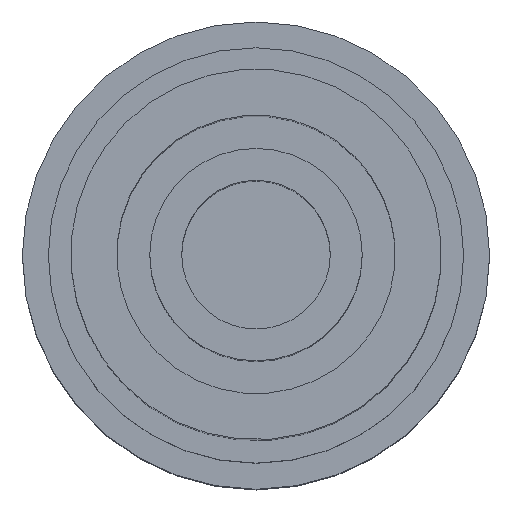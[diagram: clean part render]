
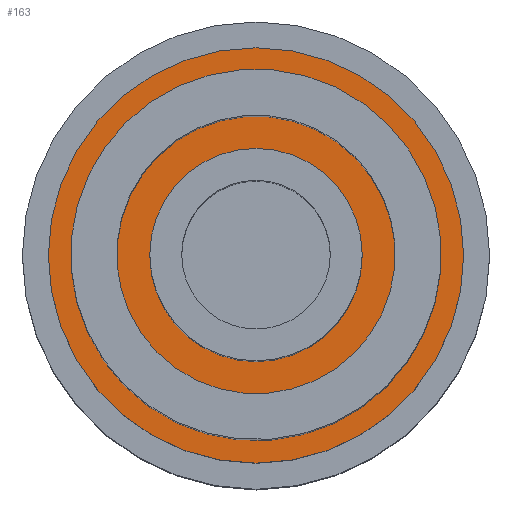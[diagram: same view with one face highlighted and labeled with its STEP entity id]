
A CAD part, top view. The second image highlights one B-rep face of the part: STEP entity #163.
In plain terms, the highlighted planar face has unit normal (0, 0, 1).
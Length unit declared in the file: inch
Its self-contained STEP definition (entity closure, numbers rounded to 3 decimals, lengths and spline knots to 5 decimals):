
#163 = ADVANCED_FACE ( 'NONE', ( #852, #851 ), #850, .F. ) ;
#164 = EDGE_LOOP ( 'NONE', ( #165, #166 ) ) ;
#165 = ORIENTED_EDGE ( 'NONE', *, *, #3169, .F. ) ;
#166 = ORIENTED_EDGE ( 'NONE', *, *, #173, .F. ) ;
#173 = EDGE_CURVE ( 'NONE', #3172, #3107, #841, .T. ) ;
#174 = EDGE_LOOP ( 'NONE', ( #175, #177 ) ) ;
#175 = ORIENTED_EDGE ( 'NONE', *, *, #176, .F. ) ;
#176 = EDGE_CURVE ( 'NONE', #3019, #3016, #913, .T. ) ;
#177 = ORIENTED_EDGE ( 'NONE', *, *, #3018, .F. ) ;
#841 = CIRCLE ( 'NONE', #917, 0.088 ) ;
#846 = DIRECTION ( 'NONE',  ( -1., 0., 0. ) ) ;
#847 = DIRECTION ( 'NONE',  ( 0., 0., -1. ) ) ;
#848 = CARTESIAN_POINT ( 'NONE',  ( 0.088, 0., 0.2 ) ) ;
#849 = AXIS2_PLACEMENT_3D ( 'NONE', #848, #847, #846 ) ;
#850 = PLANE ( 'NONE',  #849 ) ;
#851 = FACE_BOUND ( 'NONE', #174, .T. ) ;
#852 = FACE_OUTER_BOUND ( 'NONE', #164, .T. ) ;
#910 = DIRECTION ( 'NONE',  ( -1., 0., 0. ) ) ;
#911 = DIRECTION ( 'NONE',  ( 0., 0., 1. ) ) ;
#912 = AXIS2_PLACEMENT_3D ( 'NONE', #918, #911, #910 ) ;
#913 = CIRCLE ( 'NONE', #912, 0.045 ) ;
#914 = DIRECTION ( 'NONE',  ( -1., 0., 0. ) ) ;
#915 = DIRECTION ( 'NONE',  ( 0., 0., -1. ) ) ;
#916 = CARTESIAN_POINT ( 'NONE',  ( 0., 0., 0.2 ) ) ;
#917 = AXIS2_PLACEMENT_3D ( 'NONE', #916, #915, #914 ) ;
#918 = CARTESIAN_POINT ( 'NONE',  ( 0., 0., 0.2 ) ) ;
#1995 = CARTESIAN_POINT ( 'NONE',  ( -0.045, 0., 0.2 ) ) ;
#1996 = DIRECTION ( 'NONE',  ( -1., 0., 0. ) ) ;
#1997 = DIRECTION ( 'NONE',  ( 0., 0., 1. ) ) ;
#1998 = CARTESIAN_POINT ( 'NONE',  ( 0., 0., 0.2 ) ) ;
#1999 = AXIS2_PLACEMENT_3D ( 'NONE', #1998, #1997, #1996 ) ;
#2000 = CIRCLE ( 'NONE', #1999, 0.045 ) ;
#2001 = CARTESIAN_POINT ( 'NONE',  ( 0.045, 0., 0.2 ) ) ;
#2257 = CARTESIAN_POINT ( 'NONE',  ( -0.088, 0., 0.2 ) ) ;
#2280 = CARTESIAN_POINT ( 'NONE',  ( 0., 0., 0.2 ) ) ;
#2281 = CIRCLE ( 'NONE', #2348, 0.088 ) ;
#2306 = CARTESIAN_POINT ( 'NONE',  ( 0.088, 0., 0.2 ) ) ;
#2346 = DIRECTION ( 'NONE',  ( -1., 0., 0. ) ) ;
#2347 = DIRECTION ( 'NONE',  ( 0., 0., -1. ) ) ;
#2348 = AXIS2_PLACEMENT_3D ( 'NONE', #2280, #2347, #2346 ) ;
#3016 = VERTEX_POINT ( 'NONE', #2001 ) ;
#3018 = EDGE_CURVE ( 'NONE', #3016, #3019, #2000, .T. ) ;
#3019 = VERTEX_POINT ( 'NONE', #1995 ) ;
#3107 = VERTEX_POINT ( 'NONE', #2257 ) ;
#3169 = EDGE_CURVE ( 'NONE', #3107, #3172, #2281, .T. ) ;
#3172 = VERTEX_POINT ( 'NONE', #2306 ) ;
